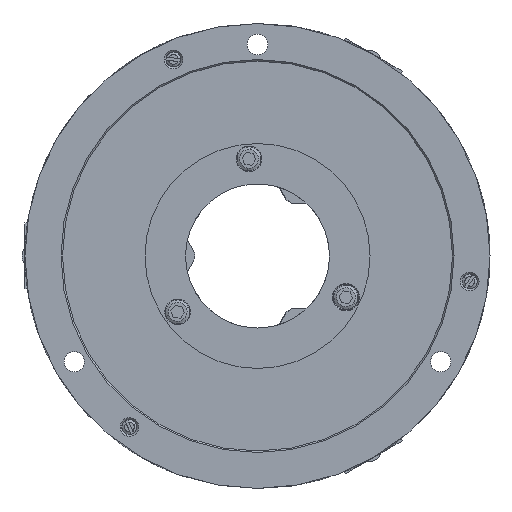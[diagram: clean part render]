
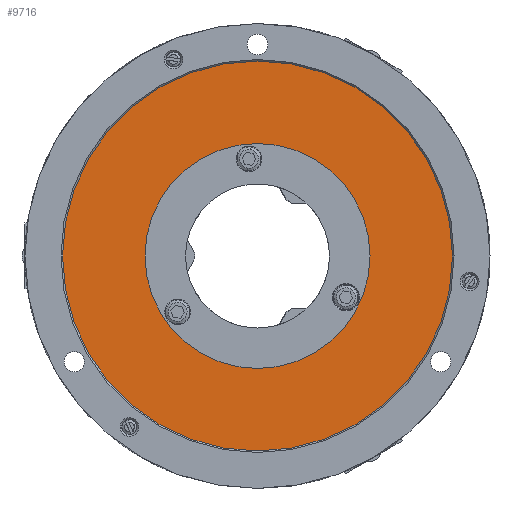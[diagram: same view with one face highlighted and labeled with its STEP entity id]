
A CAD part, left-side view. The second image highlights one B-rep face of the part: STEP entity #9716.
In plain terms, the highlighted planar face has unit normal (-1, 0, 0).
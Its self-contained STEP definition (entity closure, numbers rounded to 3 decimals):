
#1801 = DIRECTION ( 'NONE',  ( 0., 0., -1. ) ) ;
#1990 = CARTESIAN_POINT ( 'NONE',  ( -89., 0., 0. ) ) ;
#3054 = AXIS2_PLACEMENT_3D ( 'NONE', #9782, #23999, #11818 ) ;
#4027 = DIRECTION ( 'NONE',  ( 0., 0., -1. ) ) ;
#4146 = EDGE_CURVE ( 'NONE', #15818, #15803, #15653, .T. ) ;
#4162 = EDGE_CURVE ( 'NONE', #4853, #25194, #10225, .T. ) ;
#4853 = VERTEX_POINT ( 'NONE', #15328 ) ;
#5256 = CARTESIAN_POINT ( 'NONE',  ( -89., 0., -130. ) ) ;
#5282 = DIRECTION ( 'NONE',  ( 1., 0., 0. ) ) ;
#5343 = CARTESIAN_POINT ( 'NONE',  ( -89., 0., 130. ) ) ;
#5777 = AXIS2_PLACEMENT_3D ( 'NONE', #26146, #13956, #1801 ) ;
#6008 = AXIS2_PLACEMENT_3D ( 'NONE', #1990, #16206, #4027 ) ;
#6874 = DIRECTION ( 'NONE',  ( 0., 0., 1. ) ) ;
#7799 = EDGE_LOOP ( 'NONE', ( #9697, #11781 ) ) ;
#7802 = EDGE_CURVE ( 'NONE', #25194, #4853, #10411, .T. ) ;
#9697 = ORIENTED_EDGE ( 'NONE', *, *, #4162, .T. ) ;
#9716 = ADVANCED_FACE ( 'NONE', ( #16112, #11314 ), #14953, .T. ) ;
#9782 = CARTESIAN_POINT ( 'NONE',  ( -89., 0., 0. ) ) ;
#10225 = CIRCLE ( 'NONE', #5777, 75. ) ;
#10411 = CIRCLE ( 'NONE', #6008, 75. ) ;
#11314 = FACE_OUTER_BOUND ( 'NONE', #14246, .T. ) ;
#11781 = ORIENTED_EDGE ( 'NONE', *, *, #7802, .T. ) ;
#11818 = DIRECTION ( 'NONE',  ( 0., 0., -1. ) ) ;
#12059 = CARTESIAN_POINT ( 'NONE',  ( -89., 0., 75. ) ) ;
#12885 = CARTESIAN_POINT ( 'NONE',  ( -89., 65., -112.583 ) ) ;
#13044 = AXIS2_PLACEMENT_3D ( 'NONE', #17434, #5282, #19449 ) ;
#13956 = DIRECTION ( 'NONE',  ( 1., 0., 0. ) ) ;
#14246 = EDGE_LOOP ( 'NONE', ( #16822, #25063 ) ) ;
#14953 = PLANE ( 'NONE',  #16936 ) ;
#15328 = CARTESIAN_POINT ( 'NONE',  ( -89., 0., -75. ) ) ;
#15653 = CIRCLE ( 'NONE', #3054, 130. ) ;
#15803 = VERTEX_POINT ( 'NONE', #5256 ) ;
#15818 = VERTEX_POINT ( 'NONE', #5343 ) ;
#16112 = FACE_BOUND ( 'NONE', #7799, .T. ) ;
#16206 = DIRECTION ( 'NONE',  ( 1., 0., 0. ) ) ;
#16822 = ORIENTED_EDGE ( 'NONE', *, *, #26155, .F. ) ;
#16936 = AXIS2_PLACEMENT_3D ( 'NONE', #12885, #19009, #6874 ) ;
#17434 = CARTESIAN_POINT ( 'NONE',  ( -89., 0., 0. ) ) ;
#19009 = DIRECTION ( 'NONE',  ( -1., 0., 0. ) ) ;
#19449 = DIRECTION ( 'NONE',  ( 0., 0., -1. ) ) ;
#20456 = CIRCLE ( 'NONE', #13044, 130. ) ;
#23999 = DIRECTION ( 'NONE',  ( 1., 0., 0. ) ) ;
#25063 = ORIENTED_EDGE ( 'NONE', *, *, #4146, .F. ) ;
#25194 = VERTEX_POINT ( 'NONE', #12059 ) ;
#26146 = CARTESIAN_POINT ( 'NONE',  ( -89., 0., 0. ) ) ;
#26155 = EDGE_CURVE ( 'NONE', #15803, #15818, #20456, .T. ) ;
